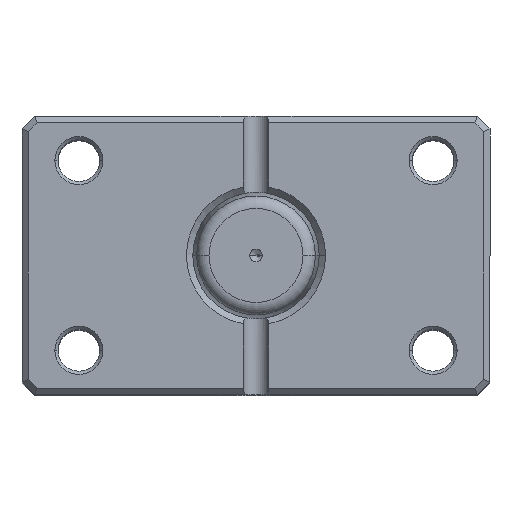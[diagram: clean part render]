
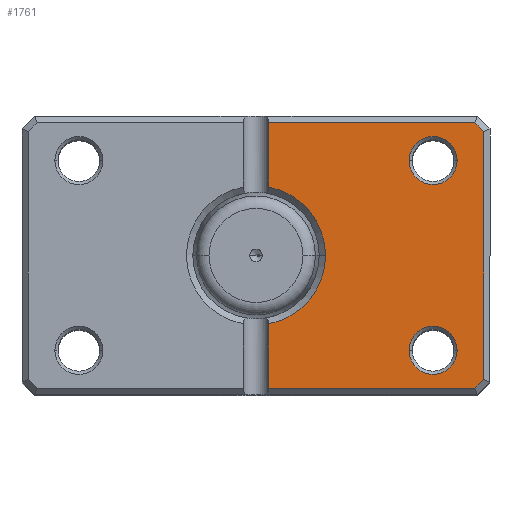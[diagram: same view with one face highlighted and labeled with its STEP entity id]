
A CAD part, top view. The second image highlights one B-rep face of the part: STEP entity #1761.
In plain terms, the highlighted face is planar.
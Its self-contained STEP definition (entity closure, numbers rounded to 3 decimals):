
#43 = AXIS2_PLACEMENT_3D ( 'NONE', #2902, #2883, #2874 ) ;
#56 = VERTEX_POINT ( 'NONE', #4667 ) ;
#82 = ORIENTED_EDGE ( 'NONE', *, *, #2006, .T. ) ;
#108 = AXIS2_PLACEMENT_3D ( 'NONE', #5945, #3018, #6444 ) ;
#133 = VECTOR ( 'NONE', #4535, 1000. ) ;
#223 = ORIENTED_EDGE ( 'NONE', *, *, #2955, .T. ) ;
#298 = VERTEX_POINT ( 'NONE', #1320 ) ;
#301 = DIRECTION ( 'NONE',  ( -0.707, 0.707, 0. ) ) ;
#320 = CARTESIAN_POINT ( 'NONE',  ( -34.586, 21., 0. ) ) ;
#326 = VERTEX_POINT ( 'NONE', #627 ) ;
#422 = ORIENTED_EDGE ( 'NONE', *, *, #3937, .T. ) ;
#552 = ORIENTED_EDGE ( 'NONE', *, *, #1141, .T. ) ;
#627 = CARTESIAN_POINT ( 'NONE',  ( -24.2, -15., 0. ) ) ;
#686 = CIRCLE ( 'NONE', #43, 3.8 ) ;
#787 = FACE_BOUND ( 'NONE', #3414, .T. ) ;
#824 = EDGE_CURVE ( 'NONE', #2755, #5583, #1871, .T. ) ;
#850 = CARTESIAN_POINT ( 'NONE',  ( -27.793, -27.793, 0. ) ) ;
#889 = VERTEX_POINT ( 'NONE', #320 ) ;
#945 = ORIENTED_EDGE ( 'NONE', *, *, #5691, .T. ) ;
#965 = DIRECTION ( 'NONE',  ( 0., -1., 0. ) ) ;
#1105 = ORIENTED_EDGE ( 'NONE', *, *, #1860, .T. ) ;
#1108 = CIRCLE ( 'NONE', #5241, 11. ) ;
#1109 = ORIENTED_EDGE ( 'NONE', *, *, #2778, .T. ) ;
#1141 = EDGE_CURVE ( 'NONE', #3158, #5462, #2698, .T. ) ;
#1194 = LINE ( 'NONE', #5958, #3783 ) ;
#1320 = CARTESIAN_POINT ( 'NONE',  ( -2., -21., 0. ) ) ;
#1427 = DIRECTION ( 'NONE',  ( 0., 0., 1. ) ) ;
#1430 = CARTESIAN_POINT ( 'NONE',  ( -2., 10.817, 0. ) ) ;
#1470 = VERTEX_POINT ( 'NONE', #2483 ) ;
#1475 = VECTOR ( 'NONE', #6370, 1000. ) ;
#1488 = AXIS2_PLACEMENT_3D ( 'NONE', #4478, #1427, #4963 ) ;
#1533 = DIRECTION ( 'NONE',  ( 1., 0., 0. ) ) ;
#1548 = EDGE_LOOP ( 'NONE', ( #3580, #2667, #82, #223, #4315, #552, #5947, #2176, #1105 ) ) ;
#1628 = DIRECTION ( 'NONE',  ( 0., 0., 1. ) ) ;
#1758 = CIRCLE ( 'NONE', #5363, 11. ) ;
#1761 = ADVANCED_FACE ( 'NONE', ( #787, #4828, #3547 ), #4992, .F. ) ;
#1860 = EDGE_CURVE ( 'NONE', #889, #2755, #1194, .T. ) ;
#1871 = LINE ( 'NONE', #2350, #4411 ) ;
#1975 = VERTEX_POINT ( 'NONE', #2423 ) ;
#2006 = EDGE_CURVE ( 'NONE', #1975, #56, #1758, .T. ) ;
#2058 = CARTESIAN_POINT ( 'NONE',  ( 0., 0., 0. ) ) ;
#2119 = EDGE_CURVE ( 'NONE', #5583, #1975, #1108, .T. ) ;
#2176 = ORIENTED_EDGE ( 'NONE', *, *, #6196, .T. ) ;
#2190 = ORIENTED_EDGE ( 'NONE', *, *, #4670, .T. ) ;
#2199 = DIRECTION ( 'NONE',  ( 0., 0., 1. ) ) ;
#2238 = VERTEX_POINT ( 'NONE', #2772 ) ;
#2304 = VERTEX_POINT ( 'NONE', #2924 ) ;
#2350 = CARTESIAN_POINT ( 'NONE',  ( -2., 22., 0. ) ) ;
#2423 = CARTESIAN_POINT ( 'NONE',  ( -11., 0., 0. ) ) ;
#2483 = CARTESIAN_POINT ( 'NONE',  ( -31.8, 15., 0. ) ) ;
#2530 = VECTOR ( 'NONE', #301, 1000. ) ;
#2560 = DIRECTION ( 'NONE',  ( 0., -1., 0. ) ) ;
#2667 = ORIENTED_EDGE ( 'NONE', *, *, #2119, .T. ) ;
#2698 = LINE ( 'NONE', #850, #2530 ) ;
#2721 = CIRCLE ( 'NONE', #108, 3.8 ) ;
#2730 = VECTOR ( 'NONE', #2560, 1000. ) ;
#2755 = VERTEX_POINT ( 'NONE', #3977 ) ;
#2772 = CARTESIAN_POINT ( 'NONE',  ( -36., 19.586, 0. ) ) ;
#2778 = EDGE_CURVE ( 'NONE', #326, #2304, #6175, .T. ) ;
#2843 = AXIS2_PLACEMENT_3D ( 'NONE', #5059, #4941, #4930 ) ;
#2874 = DIRECTION ( 'NONE',  ( 1., 0., 0. ) ) ;
#2883 = DIRECTION ( 'NONE',  ( 0., 0., 1. ) ) ;
#2902 = CARTESIAN_POINT ( 'NONE',  ( -28., 15., 0. ) ) ;
#2924 = CARTESIAN_POINT ( 'NONE',  ( -31.8, -15., 0. ) ) ;
#2955 = EDGE_CURVE ( 'NONE', #56, #298, #5344, .T. ) ;
#3018 = DIRECTION ( 'NONE',  ( 0., 0., 1. ) ) ;
#3132 = VERTEX_POINT ( 'NONE', #6000 ) ;
#3158 = VERTEX_POINT ( 'NONE', #4702 ) ;
#3355 = LINE ( 'NONE', #5873, #1475 ) ;
#3414 = EDGE_LOOP ( 'NONE', ( #2190, #1109 ) ) ;
#3445 = DIRECTION ( 'NONE',  ( 1., 0., 0. ) ) ;
#3455 = DIRECTION ( 'NONE',  ( 0., 0., 1. ) ) ;
#3477 = CARTESIAN_POINT ( 'NONE',  ( -28., -15., 0. ) ) ;
#3547 = FACE_OUTER_BOUND ( 'NONE', #1548, .T. ) ;
#3555 = EDGE_LOOP ( 'NONE', ( #945, #422 ) ) ;
#3580 = ORIENTED_EDGE ( 'NONE', *, *, #824, .T. ) ;
#3778 = CIRCLE ( 'NONE', #1488, 3.8 ) ;
#3783 = VECTOR ( 'NONE', #5812, 1000. ) ;
#3813 = EDGE_CURVE ( 'NONE', #5462, #2238, #4359, .T. ) ;
#3820 = EDGE_CURVE ( 'NONE', #298, #3158, #4230, .T. ) ;
#3937 = EDGE_CURVE ( 'NONE', #3132, #1470, #686, .T. ) ;
#3977 = CARTESIAN_POINT ( 'NONE',  ( -2., 21., 0. ) ) ;
#4230 = LINE ( 'NONE', #4573, #133 ) ;
#4315 = ORIENTED_EDGE ( 'NONE', *, *, #3820, .T. ) ;
#4359 = LINE ( 'NONE', #4922, #4505 ) ;
#4411 = VECTOR ( 'NONE', #965, 1000. ) ;
#4478 = CARTESIAN_POINT ( 'NONE',  ( -28., -15., 0. ) ) ;
#4505 = VECTOR ( 'NONE', #5291, 1000. ) ;
#4535 = DIRECTION ( 'NONE',  ( -1., 0., 0. ) ) ;
#4573 = CARTESIAN_POINT ( 'NONE',  ( 0., -21., 0. ) ) ;
#4667 = CARTESIAN_POINT ( 'NONE',  ( -2., -10.817, 0. ) ) ;
#4670 = EDGE_CURVE ( 'NONE', #2304, #326, #3778, .T. ) ;
#4702 = CARTESIAN_POINT ( 'NONE',  ( -34.586, -21., 0. ) ) ;
#4828 = FACE_BOUND ( 'NONE', #3555, .T. ) ;
#4922 = CARTESIAN_POINT ( 'NONE',  ( -36., 0., 0. ) ) ;
#4930 = DIRECTION ( 'NONE',  ( 1., 0., 0. ) ) ;
#4941 = DIRECTION ( 'NONE',  ( 0., 0., 1. ) ) ;
#4963 = DIRECTION ( 'NONE',  ( 1., 0., 0. ) ) ;
#4992 = PLANE ( 'NONE',  #2843 ) ;
#5059 = CARTESIAN_POINT ( 'NONE',  ( 0., 0., 0. ) ) ;
#5079 = AXIS2_PLACEMENT_3D ( 'NONE', #3477, #3455, #3445 ) ;
#5241 = AXIS2_PLACEMENT_3D ( 'NONE', #2058, #2199, #5361 ) ;
#5291 = DIRECTION ( 'NONE',  ( 0., 1., 0. ) ) ;
#5344 = LINE ( 'NONE', #5506, #2730 ) ;
#5361 = DIRECTION ( 'NONE',  ( 1., 0., 0. ) ) ;
#5363 = AXIS2_PLACEMENT_3D ( 'NONE', #5980, #1628, #1533 ) ;
#5462 = VERTEX_POINT ( 'NONE', #6320 ) ;
#5506 = CARTESIAN_POINT ( 'NONE',  ( -2., 22., 0. ) ) ;
#5583 = VERTEX_POINT ( 'NONE', #1430 ) ;
#5691 = EDGE_CURVE ( 'NONE', #1470, #3132, #2721, .T. ) ;
#5812 = DIRECTION ( 'NONE',  ( 1., 0., 0. ) ) ;
#5873 = CARTESIAN_POINT ( 'NONE',  ( -27.793, 27.793, 0. ) ) ;
#5945 = CARTESIAN_POINT ( 'NONE',  ( -28., 15., 0. ) ) ;
#5947 = ORIENTED_EDGE ( 'NONE', *, *, #3813, .T. ) ;
#5958 = CARTESIAN_POINT ( 'NONE',  ( 0., 21., 0. ) ) ;
#5980 = CARTESIAN_POINT ( 'NONE',  ( 0., 0., 0. ) ) ;
#6000 = CARTESIAN_POINT ( 'NONE',  ( -24.2, 15., 0. ) ) ;
#6175 = CIRCLE ( 'NONE', #5079, 3.8 ) ;
#6196 = EDGE_CURVE ( 'NONE', #2238, #889, #3355, .T. ) ;
#6320 = CARTESIAN_POINT ( 'NONE',  ( -36., -19.586, 0. ) ) ;
#6370 = DIRECTION ( 'NONE',  ( 0.707, 0.707, 0. ) ) ;
#6444 = DIRECTION ( 'NONE',  ( 1., 0., 0. ) ) ;
